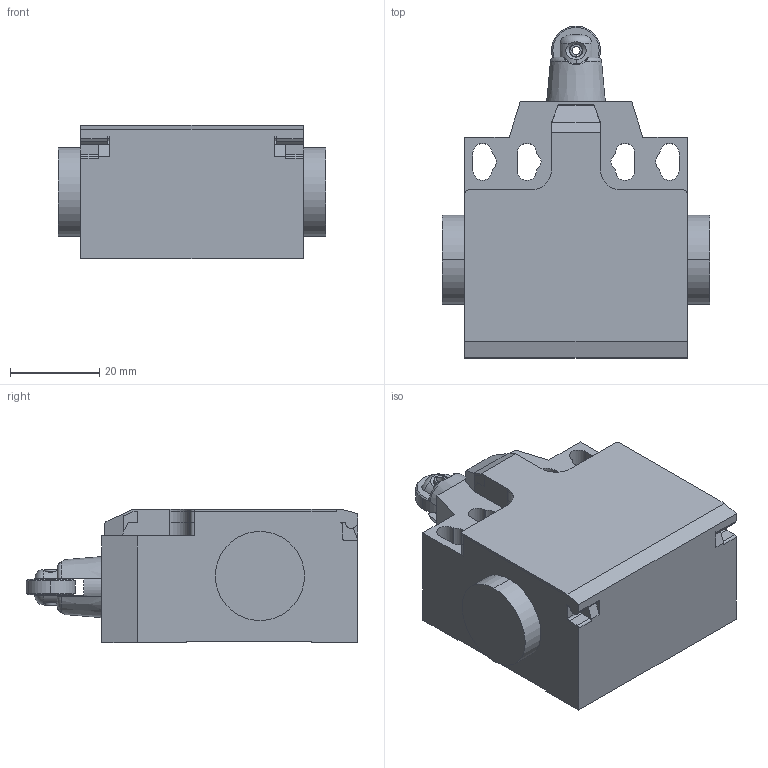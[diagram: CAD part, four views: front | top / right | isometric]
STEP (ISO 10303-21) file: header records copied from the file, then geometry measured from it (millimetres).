
FILE_DESCRIPTION((''),'2;1');
FILE_NAME('3d_KNB1L02.stp','2012-10-03T07:58:00',(''),(''),'Mechanical Desktop 2011','Mechanical Desktop 2011',', , ');
FILE_SCHEMA(('CONFIG_CONTROL_DESIGN'));
Length unit declared in the file: millimetre
Products named in the file (1): Product
Bounding box: 60 x 74.5 x 30 mm (x, y, z)
Volume: 77060.3 mm3; surface area: 16097.4 mm2
Topology: 4 solids, 4 shells, 218 faces, 624 edges, 425 vertices
Faces by surface type: plane 95, cylinder 63, bspline 39, cone 15, torus 6
Entity records: 8821 total; most frequent: CARTESIAN_POINT 3115, ORIENTED_EDGE 1226, DIRECTION 1097, EDGE_CURVE 613, VERTEX_POINT 400, VECTOR 385, LINE 385, AXIS2_PLACEMENT_3D 356
